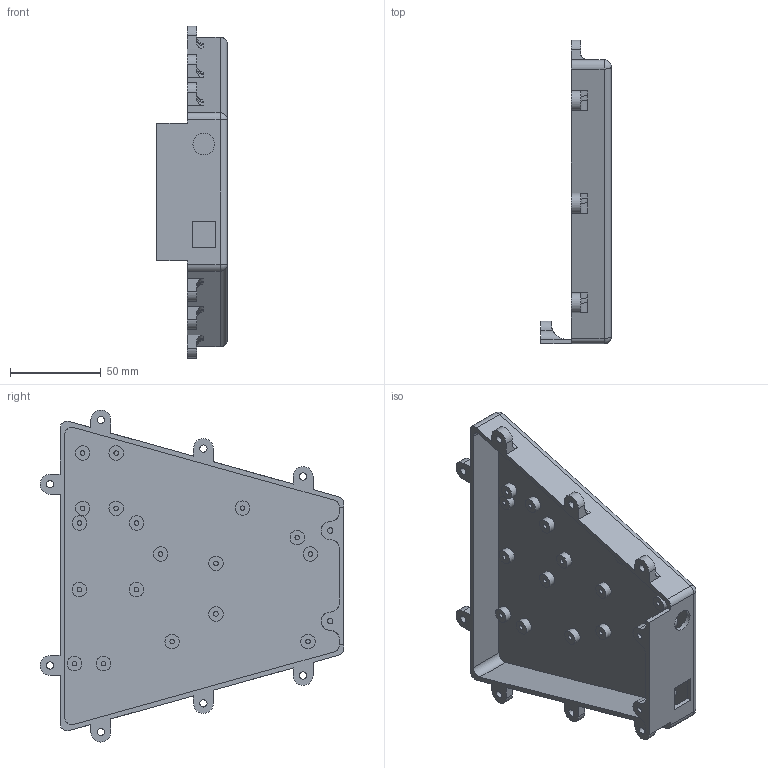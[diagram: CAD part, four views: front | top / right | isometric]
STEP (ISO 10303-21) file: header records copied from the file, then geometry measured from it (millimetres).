
FILE_DESCRIPTION(('STEP AP242'), '1');
FILE_NAME('Case Dred1', '', ('UNSPECIFIED'), ('UNSPECIFIED'), 'ASCON STEP Converter 1.6', 'ASCON Math Kernel', '');
FILE_SCHEMA(('AP242_MANAGED_MODEL_BASED_3D_ENGINEERING_MIM_LF { 1 0 10303 442 1 1 4 }'));
Length unit declared in the file: millimetre
Assembly tree (2 placements, depth 2):
  (unnamed)
    (unnamed)
    (unnamed)
Bounding box: 39 x 167.57 x 183.18 mm (x, y, z)
Volume: 78691.3 mm3; surface area: 71226.5 mm2
Topology: 1 solids, 1 shells, 186 faces, 440 edges, 280 vertices
Faces by surface type: cylinder 91, plane 80, bspline 11, sphere 4
Full cylindrical faces by diameter (mm): 2.5 x18, 3 x2, 4 x8, 8 x18, 12 x1
Entity records: 8220 total; most frequent: CARTESIAN_POINT 2406, DIRECTION 891, ORIENTED_EDGE 778, EDGE_CURVE 389, AXIS2_PLACEMENT_3D 357, EDGE_LOOP 285, VERTEX_POINT 280, FACE_BOUND 199
